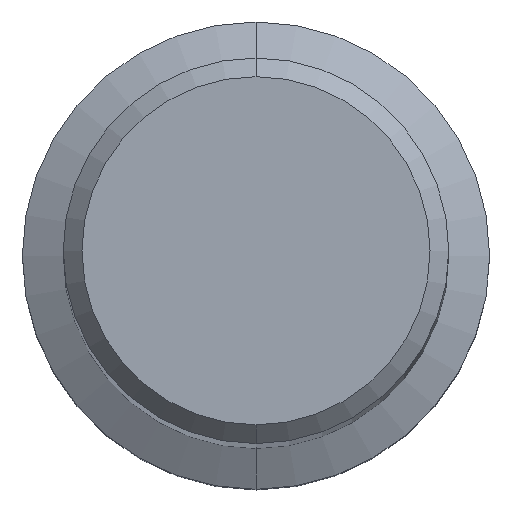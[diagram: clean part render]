
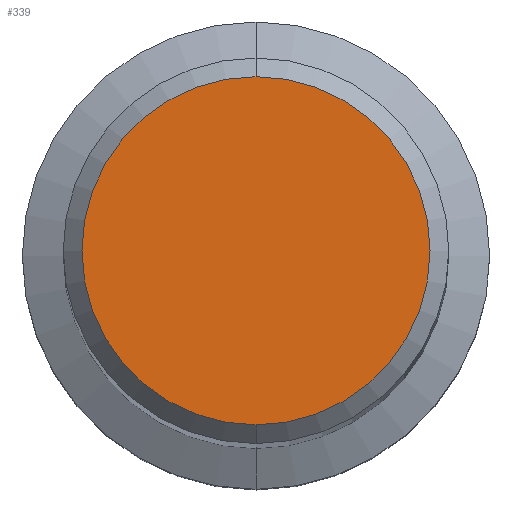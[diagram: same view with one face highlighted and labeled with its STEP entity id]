
A CAD part, top view. The second image highlights one B-rep face of the part: STEP entity #339.
In plain terms, the highlighted planar face has unit normal (0, 0, 1).
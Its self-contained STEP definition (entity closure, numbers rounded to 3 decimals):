
#231=EDGE_CURVE('',#465,#437,#586,.T.);
#339=ADVANCED_FACE('',(#707),#708,.T.);
#357=EDGE_CURVE('',#437,#465,#728,.T.);
#437=VERTEX_POINT('',#819);
#465=VERTEX_POINT('',#848);
#586=CIRCLE('',#982,7.45);
#707=FACE_OUTER_BOUND('',#1232,.T.);
#708=PLANE('',#1233);
#728=CIRCLE('',#1311,7.45);
#819=CARTESIAN_POINT('',(0.0,7.45,0.0));
#848=CARTESIAN_POINT('',(0.,-7.45,0.0));
#982=AXIS2_PLACEMENT_3D('',#1725,#1726,#1727);
#1232=EDGE_LOOP('',(#1885,#1886));
#1233=AXIS2_PLACEMENT_3D('',#1887,#1888,#1889);
#1311=AXIS2_PLACEMENT_3D('',#1910,#1911,#1912);
#1725=CARTESIAN_POINT('',(0.0,0.0,0.0));
#1726=DIRECTION('',(0.0,0.0,-1.0));
#1727=DIRECTION('',(0.0,1.0,0.0));
#1885=ORIENTED_EDGE('',*,*,#357,.F.);
#1886=ORIENTED_EDGE('',*,*,#231,.F.);
#1887=CARTESIAN_POINT('',(0.0,3.725,0.0));
#1888=DIRECTION('',(-0.0,0.0,1.0));
#1889=DIRECTION('',(0.0,-1.0,0.0));
#1910=CARTESIAN_POINT('',(0.0,0.0,0.0));
#1911=DIRECTION('',(0.0,0.0,-1.0));
#1912=DIRECTION('',(0.0,1.0,0.0));
